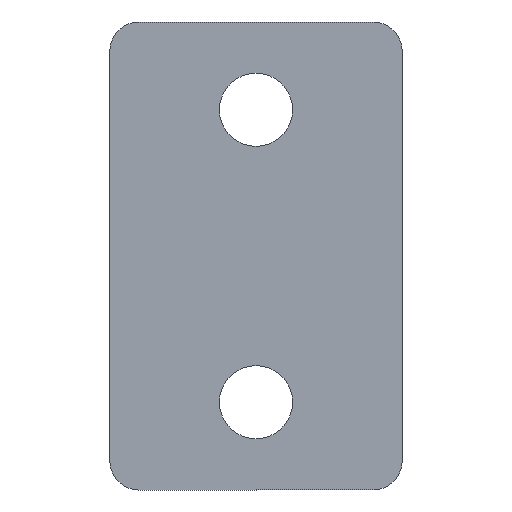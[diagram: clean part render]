
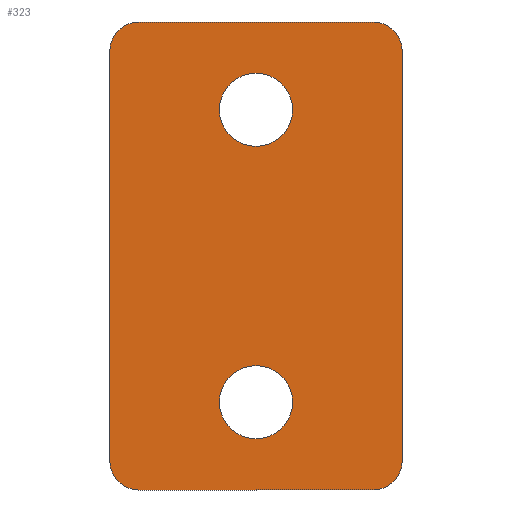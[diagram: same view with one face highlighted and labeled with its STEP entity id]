
A CAD part, left-side view. The second image highlights one B-rep face of the part: STEP entity #323.
In plain terms, the highlighted planar face has unit normal (-1, 0, 0).
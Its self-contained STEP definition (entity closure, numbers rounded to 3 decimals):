
#16 = CIRCLE ( 'NONE', #36, 1.25 ) ;
#36 = AXIS2_PLACEMENT_3D ( 'NONE', #278, #240, #78 ) ;
#39 = EDGE_CURVE ( 'NONE', #252, #219, #110, .T. ) ;
#43 = LINE ( 'NONE', #536, #543 ) ;
#50 = DIRECTION ( 'NONE',  ( -1., 0., 0. ) ) ;
#57 = DIRECTION ( 'NONE',  ( 1., 0., 0. ) ) ;
#61 = DIRECTION ( 'NONE',  ( 0., 0., 1. ) ) ;
#62 = VERTEX_POINT ( 'NONE', #325 ) ;
#67 = VERTEX_POINT ( 'NONE', #496 ) ;
#72 = DIRECTION ( 'NONE',  ( 0., 0., 1. ) ) ;
#75 = AXIS2_PLACEMENT_3D ( 'NONE', #115, #276, #72 ) ;
#76 = EDGE_CURVE ( 'NONE', #62, #67, #43, .T. ) ;
#78 = DIRECTION ( 'NONE',  ( 0., 0., 1. ) ) ;
#81 = EDGE_CURVE ( 'NONE', #252, #433, #87, .T. ) ;
#82 = VERTEX_POINT ( 'NONE', #546 ) ;
#86 = CARTESIAN_POINT ( 'NONE',  ( -143., 10., 8. ) ) ;
#87 = LINE ( 'NONE', #86, #401 ) ;
#88 = DIRECTION ( 'NONE',  ( 1., 0., 0. ) ) ;
#92 = DIRECTION ( 'NONE',  ( 0., -1., 0. ) ) ;
#101 = AXIS2_PLACEMENT_3D ( 'NONE', #509, #460, #399 ) ;
#104 = FACE_BOUND ( 'NONE', #427, .T. ) ;
#106 = CARTESIAN_POINT ( 'NONE',  ( -143., 5., -6.25 ) ) ;
#110 = CIRCLE ( 'NONE', #168, 1. ) ;
#111 = VECTOR ( 'NONE', #61, 1000. ) ;
#115 = CARTESIAN_POINT ( 'NONE',  ( -143., 9., -7. ) ) ;
#116 = ORIENTED_EDGE ( 'NONE', *, *, #304, .T. ) ;
#126 = CARTESIAN_POINT ( 'NONE',  ( -143., 5., 3.75 ) ) ;
#130 = VECTOR ( 'NONE', #92, 1000. ) ;
#132 = CARTESIAN_POINT ( 'NONE',  ( -143., 9., -8. ) ) ;
#134 = DIRECTION ( 'NONE',  ( 0., 0., 1. ) ) ;
#140 = PLANE ( 'NONE',  #195 ) ;
#141 = ORIENTED_EDGE ( 'NONE', *, *, #283, .T. ) ;
#147 = CARTESIAN_POINT ( 'NONE',  ( -143., 5., -5. ) ) ;
#149 = CARTESIAN_POINT ( 'NONE',  ( -143., 1., -8. ) ) ;
#154 = VERTEX_POINT ( 'NONE', #126 ) ;
#162 = DIRECTION ( 'NONE',  ( -1., 0., 0. ) ) ;
#168 = AXIS2_PLACEMENT_3D ( 'NONE', #250, #416, #412 ) ;
#169 = CIRCLE ( 'NONE', #271, 1.25 ) ;
#172 = EDGE_CURVE ( 'NONE', #154, #82, #221, .T. ) ;
#185 = FACE_BOUND ( 'NONE', #355, .T. ) ;
#192 = EDGE_CURVE ( 'NONE', #82, #154, #16, .T. ) ;
#195 = AXIS2_PLACEMENT_3D ( 'NONE', #261, #57, #228 ) ;
#211 = DIRECTION ( 'NONE',  ( 0., 1., 0. ) ) ;
#217 = VERTEX_POINT ( 'NONE', #132 ) ;
#219 = VERTEX_POINT ( 'NONE', #251 ) ;
#221 = CIRCLE ( 'NONE', #239, 1.25 ) ;
#222 = CARTESIAN_POINT ( 'NONE',  ( -143., 0., -7. ) ) ;
#224 = DIRECTION ( 'NONE',  ( 1., 0., 0. ) ) ;
#227 = EDGE_CURVE ( 'NONE', #382, #395, #319, .T. ) ;
#228 = DIRECTION ( 'NONE',  ( 0., 0., 1. ) ) ;
#239 = AXIS2_PLACEMENT_3D ( 'NONE', #537, #162, #400 ) ;
#240 = DIRECTION ( 'NONE',  ( -1., 0., 0. ) ) ;
#246 = CARTESIAN_POINT ( 'NONE',  ( -143., 0., -8. ) ) ;
#250 = CARTESIAN_POINT ( 'NONE',  ( -143., 1., 7. ) ) ;
#251 = CARTESIAN_POINT ( 'NONE',  ( -143., 0., 7. ) ) ;
#252 = VERTEX_POINT ( 'NONE', #287 ) ;
#261 = CARTESIAN_POINT ( 'NONE',  ( -143., 0., 0. ) ) ;
#267 = ORIENTED_EDGE ( 'NONE', *, *, #392, .F. ) ;
#271 = AXIS2_PLACEMENT_3D ( 'NONE', #147, #50, #429 ) ;
#276 = DIRECTION ( 'NONE',  ( 1., 0., 0. ) ) ;
#277 = ORIENTED_EDGE ( 'NONE', *, *, #76, .T. ) ;
#278 = CARTESIAN_POINT ( 'NONE',  ( -143., 5., 5. ) ) ;
#280 = AXIS2_PLACEMENT_3D ( 'NONE', #348, #224, #345 ) ;
#281 = ORIENTED_EDGE ( 'NONE', *, *, #192, .F. ) ;
#283 = EDGE_CURVE ( 'NONE', #217, #395, #326, .T. ) ;
#287 = CARTESIAN_POINT ( 'NONE',  ( -143., 1., 8. ) ) ;
#304 = EDGE_CURVE ( 'NONE', #382, #219, #456, .T. ) ;
#319 = CIRCLE ( 'NONE', #439, 1. ) ;
#323 = ADVANCED_FACE ( 'NONE', ( #104, #185, #520 ), #140, .F. ) ;
#324 = VERTEX_POINT ( 'NONE', #468 ) ;
#325 = CARTESIAN_POINT ( 'NONE',  ( -143., 10., 7. ) ) ;
#326 = LINE ( 'NONE', #366, #130 ) ;
#327 = CIRCLE ( 'NONE', #101, 1.25 ) ;
#331 = CARTESIAN_POINT ( 'NONE',  ( -143., 1., -7. ) ) ;
#333 = ORIENTED_EDGE ( 'NONE', *, *, #444, .F. ) ;
#343 = ORIENTED_EDGE ( 'NONE', *, *, #81, .T. ) ;
#345 = DIRECTION ( 'NONE',  ( 0., 0., 1. ) ) ;
#348 = CARTESIAN_POINT ( 'NONE',  ( -143., 9., 7. ) ) ;
#349 = VERTEX_POINT ( 'NONE', #106 ) ;
#355 = EDGE_LOOP ( 'NONE', ( #467, #333 ) ) ;
#358 = ORIENTED_EDGE ( 'NONE', *, *, #172, .F. ) ;
#362 = EDGE_CURVE ( 'NONE', #349, #324, #169, .T. ) ;
#366 = CARTESIAN_POINT ( 'NONE',  ( -143., 10., -8. ) ) ;
#375 = CARTESIAN_POINT ( 'NONE',  ( -143., 9., 8. ) ) ;
#378 = ORIENTED_EDGE ( 'NONE', *, *, #39, .F. ) ;
#382 = VERTEX_POINT ( 'NONE', #222 ) ;
#385 = ORIENTED_EDGE ( 'NONE', *, *, #541, .F. ) ;
#392 = EDGE_CURVE ( 'NONE', #62, #433, #495, .T. ) ;
#395 = VERTEX_POINT ( 'NONE', #149 ) ;
#399 = DIRECTION ( 'NONE',  ( 0., 0., 1. ) ) ;
#400 = DIRECTION ( 'NONE',  ( 0., 0., 1. ) ) ;
#401 = VECTOR ( 'NONE', #211, 1000. ) ;
#410 = EDGE_LOOP ( 'NONE', ( #141, #447, #116, #378, #343, #267, #277, #385 ) ) ;
#412 = DIRECTION ( 'NONE',  ( 0., 0., 1. ) ) ;
#414 = CIRCLE ( 'NONE', #75, 1. ) ;
#416 = DIRECTION ( 'NONE',  ( 1., 0., 0. ) ) ;
#427 = EDGE_LOOP ( 'NONE', ( #358, #281 ) ) ;
#429 = DIRECTION ( 'NONE',  ( 0., 0., 1. ) ) ;
#433 = VERTEX_POINT ( 'NONE', #375 ) ;
#439 = AXIS2_PLACEMENT_3D ( 'NONE', #331, #88, #134 ) ;
#444 = EDGE_CURVE ( 'NONE', #324, #349, #327, .T. ) ;
#447 = ORIENTED_EDGE ( 'NONE', *, *, #227, .F. ) ;
#450 = DIRECTION ( 'NONE',  ( 0., 0., -1. ) ) ;
#456 = LINE ( 'NONE', #246, #111 ) ;
#460 = DIRECTION ( 'NONE',  ( -1., 0., 0. ) ) ;
#467 = ORIENTED_EDGE ( 'NONE', *, *, #362, .F. ) ;
#468 = CARTESIAN_POINT ( 'NONE',  ( -143., 5., -3.75 ) ) ;
#495 = CIRCLE ( 'NONE', #280, 1. ) ;
#496 = CARTESIAN_POINT ( 'NONE',  ( -143., 10., -7. ) ) ;
#509 = CARTESIAN_POINT ( 'NONE',  ( -143., 5., -5. ) ) ;
#520 = FACE_OUTER_BOUND ( 'NONE', #410, .T. ) ;
#536 = CARTESIAN_POINT ( 'NONE',  ( -143., 10., -8. ) ) ;
#537 = CARTESIAN_POINT ( 'NONE',  ( -143., 5., 5. ) ) ;
#541 = EDGE_CURVE ( 'NONE', #217, #67, #414, .T. ) ;
#543 = VECTOR ( 'NONE', #450, 1000. ) ;
#546 = CARTESIAN_POINT ( 'NONE',  ( -143., 5., 6.25 ) ) ;
